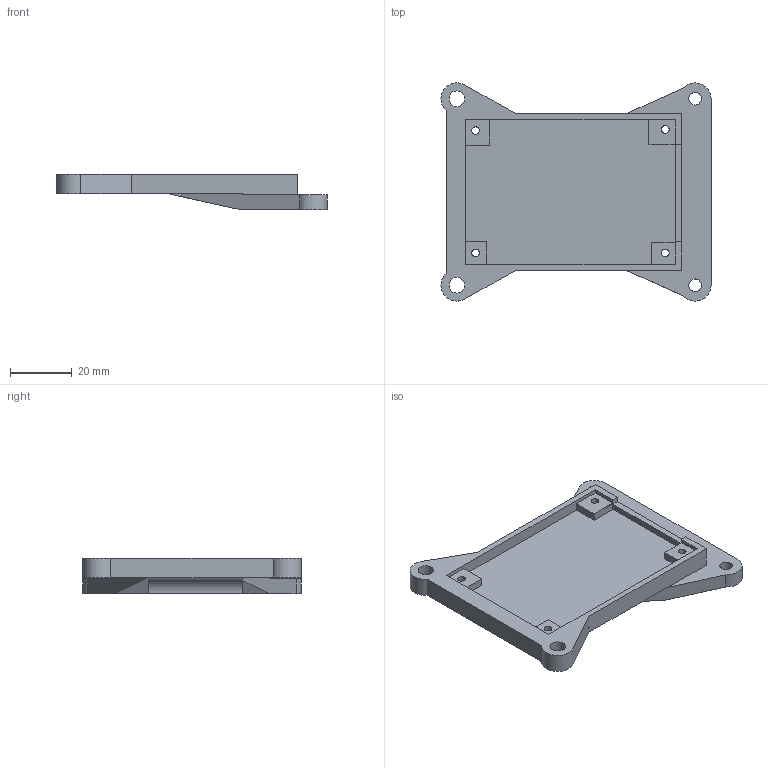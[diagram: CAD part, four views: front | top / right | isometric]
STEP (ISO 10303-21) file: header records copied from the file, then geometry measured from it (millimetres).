
FILE_DESCRIPTION(/* description */ (''),/* implementation_level */ '2;1');
FILE_NAME(/* name */ 'BYH_8CUE_V03_BOTTOM.step',/* time_stamp */ '2025-05-29T21:19:10-07:00',/* author */ (''),/* organization */ (''),/* preprocessor_version */ 'ST-DEVELOPER v20.1',/* originating_system */ 'Autodesk Translation Framework v14.4.0.0',/* authorisation */ '');
FILE_SCHEMA (('AUTOMOTIVE_DESIGN { 1 0 10303 214 3 1 1 }'));
Length unit declared in the file: inch
Products named in the file (1): V02Cue8Bottom
Bounding box: 87.5 x 70.72 x 11.4 mm (x, y, z)
Volume: 21503 mm3; surface area: 14042.1 mm2
Topology: 1 solids, 1 shells, 57 faces, 165 edges, 110 vertices
Faces by surface type: plane 44, cylinder 13
Full cylindrical faces by diameter (mm): 2.489 x4, 4.064 x2, 5.08 x2
Entity records: 1932 total; most frequent: CARTESIAN_POINT 333, ORIENTED_EDGE 330, DIRECTION 307, EDGE_CURVE 165, LINE 139, VECTOR 139, VERTEX_POINT 110, AXIS2_PLACEMENT_3D 84
